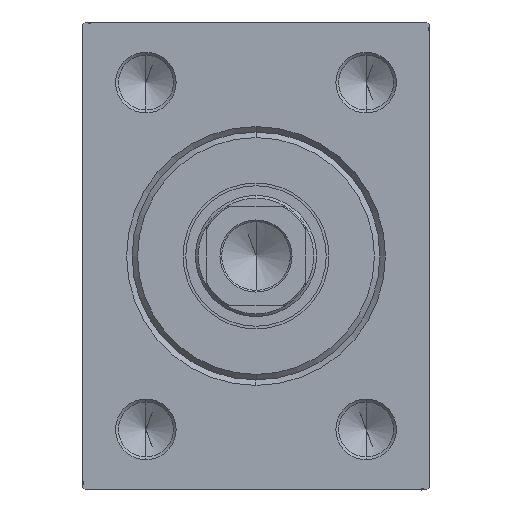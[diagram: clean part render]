
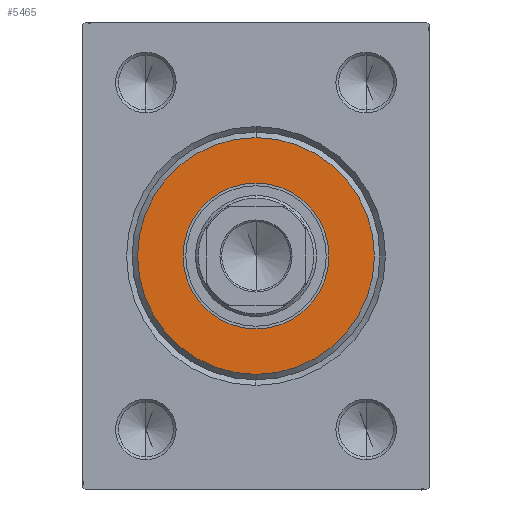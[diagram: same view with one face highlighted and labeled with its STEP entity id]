
A CAD part, left-side view. The second image highlights one B-rep face of the part: STEP entity #5465.
In plain terms, the highlighted face is planar.
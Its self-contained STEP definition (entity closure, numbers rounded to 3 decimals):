
#1024 = CIRCLE ( 'NONE', #37141, 21.5 ) ;
#1528 = VERTEX_POINT ( 'NONE', #27426 ) ;
#2939 = EDGE_LOOP ( 'NONE', ( #29828, #37414 ) ) ;
#3235 = CARTESIAN_POINT ( 'NONE',  ( 3., 0., 13.25 ) ) ;
#4585 = ORIENTED_EDGE ( 'NONE', *, *, #5877, .T. ) ;
#5465 = ADVANCED_FACE ( 'NONE', ( #18303, #29172 ), #32123, .T. ) ;
#5877 = EDGE_CURVE ( 'NONE', #20306, #1528, #35990, .T. ) ;
#6123 = DIRECTION ( 'NONE',  ( 0., 0., -1. ) ) ;
#9736 = DIRECTION ( 'NONE',  ( 1., 0., 0. ) ) ;
#9875 = VERTEX_POINT ( 'NONE', #3235 ) ;
#11216 = CARTESIAN_POINT ( 'NONE',  ( 3., 0., -13.25 ) ) ;
#11521 = DIRECTION ( 'NONE',  ( 1., 0., 0. ) ) ;
#12202 = EDGE_CURVE ( 'NONE', #9875, #30502, #23840, .T. ) ;
#12491 = CARTESIAN_POINT ( 'NONE',  ( 3., 0., 0. ) ) ;
#14141 = EDGE_CURVE ( 'NONE', #1528, #20306, #1024, .T. ) ;
#14957 = CARTESIAN_POINT ( 'NONE',  ( 3., 0., 0. ) ) ;
#16600 = AXIS2_PLACEMENT_3D ( 'NONE', #26731, #9736, #6123 ) ;
#16799 = CARTESIAN_POINT ( 'NONE',  ( 3., 0., 0. ) ) ;
#17073 = DIRECTION ( 'NONE',  ( 1., 0., 0. ) ) ;
#17325 = CIRCLE ( 'NONE', #16600, 13.25 ) ;
#18303 = FACE_OUTER_BOUND ( 'NONE', #36002, .T. ) ;
#18651 = AXIS2_PLACEMENT_3D ( 'NONE', #28733, #11521, #25335 ) ;
#20306 = VERTEX_POINT ( 'NONE', #24244 ) ;
#23840 = CIRCLE ( 'NONE', #41893, 13.25 ) ;
#24244 = CARTESIAN_POINT ( 'NONE',  ( 3., 0., 21.5 ) ) ;
#25335 = DIRECTION ( 'NONE',  ( 0., 0., -1. ) ) ;
#26101 = DIRECTION ( 'NONE',  ( 1., 0., 0. ) ) ;
#26333 = DIRECTION ( 'NONE',  ( 0., 0., -1. ) ) ;
#26731 = CARTESIAN_POINT ( 'NONE',  ( 3., 0., 0. ) ) ;
#27426 = CARTESIAN_POINT ( 'NONE',  ( 3., 0., -21.5 ) ) ;
#28733 = CARTESIAN_POINT ( 'NONE',  ( 3., 0., 0. ) ) ;
#28922 = ORIENTED_EDGE ( 'NONE', *, *, #14141, .T. ) ;
#29172 = FACE_BOUND ( 'NONE', #2939, .T. ) ;
#29828 = ORIENTED_EDGE ( 'NONE', *, *, #38726, .F. ) ;
#30502 = VERTEX_POINT ( 'NONE', #11216 ) ;
#31742 = DIRECTION ( 'NONE',  ( 0., 0., -1. ) ) ;
#32123 = PLANE ( 'NONE',  #18651 ) ;
#33115 = DIRECTION ( 'NONE',  ( 0., 0., -1. ) ) ;
#35990 = CIRCLE ( 'NONE', #38923, 21.5 ) ;
#36002 = EDGE_LOOP ( 'NONE', ( #4585, #28922 ) ) ;
#37141 = AXIS2_PLACEMENT_3D ( 'NONE', #14957, #17073, #31742 ) ;
#37406 = DIRECTION ( 'NONE',  ( 1., 0., 0. ) ) ;
#37414 = ORIENTED_EDGE ( 'NONE', *, *, #12202, .F. ) ;
#38726 = EDGE_CURVE ( 'NONE', #30502, #9875, #17325, .T. ) ;
#38923 = AXIS2_PLACEMENT_3D ( 'NONE', #16799, #37406, #26333 ) ;
#41893 = AXIS2_PLACEMENT_3D ( 'NONE', #12491, #26101, #33115 ) ;
